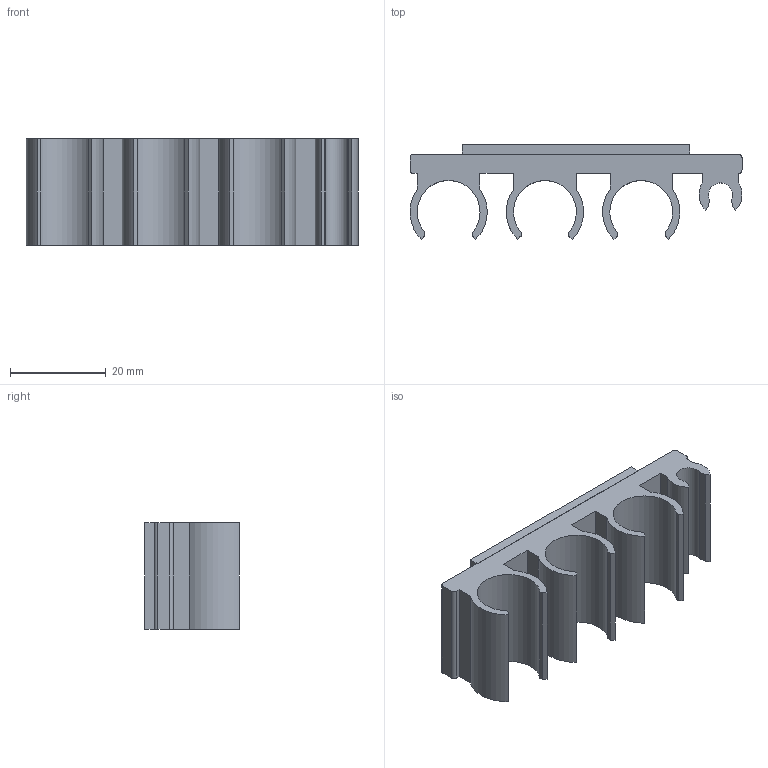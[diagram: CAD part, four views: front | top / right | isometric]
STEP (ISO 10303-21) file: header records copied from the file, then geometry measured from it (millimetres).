
FILE_DESCRIPTION(/* description */ (''),/* implementation_level */ '2;1');
FILE_NAME(/* name */ 'HOLDER~1',/* time_stamp */ '2022-11-01T05:56:07-04:00',/* author */ (''),/* organization */ (''),/* preprocessor_version */ 'ST-DEVELOPER v15',/* originating_system */ '',/* authorisation */ '');
FILE_SCHEMA (('AUTOMOTIVE_DESIGN'));
Length unit declared in the file: millimetre
Products named in the file (1): Document
Bounding box: 69.45 x 19.78 x 22.23 mm (x, y, z)
Volume: 13408.1 mm3; surface area: 10502.3 mm2
Topology: 2 solids, 2 shells, 56 faces, 156 edges, 104 vertices
Faces by surface type: bspline 48, plane 8
Entity records: 1710 total; most frequent: CARTESIAN_POINT 906, ORIENTED_EDGE 312, EDGE_CURVE 156, VERTEX_POINT 104, ADVANCED_FACE 56, FACE_OUTER_BOUND 56, EDGE_LOOP 56, B_SPLINE_CURVE_WITH_KNOTS 12
